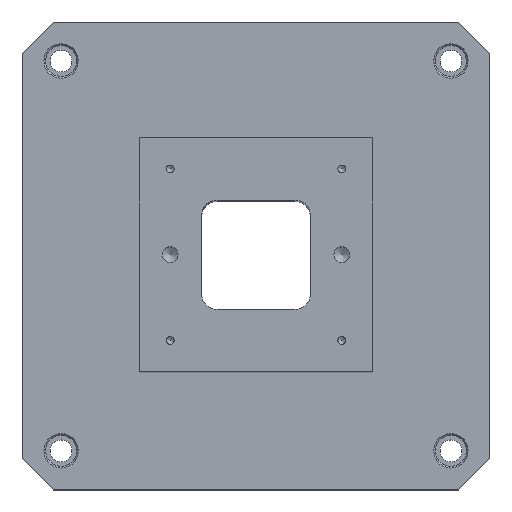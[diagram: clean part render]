
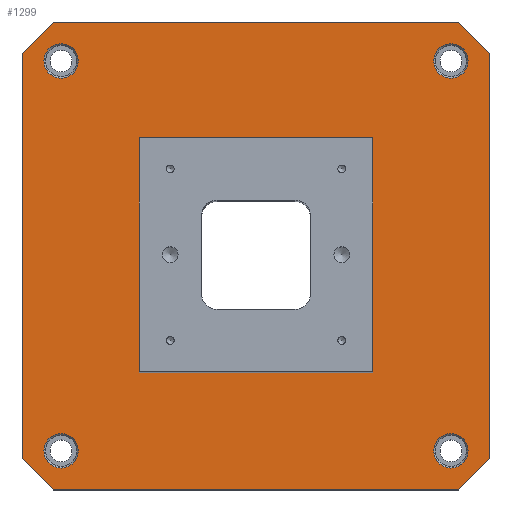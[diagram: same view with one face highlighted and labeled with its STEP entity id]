
A CAD part, top view. The second image highlights one B-rep face of the part: STEP entity #1299.
In plain terms, the highlighted planar face has unit normal (0, 0, 1).
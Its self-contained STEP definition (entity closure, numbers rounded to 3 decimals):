
#67=LINE('',#1762,#119);
#68=LINE('',#1765,#120);
#69=LINE('',#1767,#121);
#70=LINE('',#1769,#122);
#71=LINE('',#1771,#123);
#72=LINE('',#1773,#124);
#73=LINE('',#1775,#125);
#74=LINE('',#1777,#126);
#75=LINE('',#1778,#127);
#76=LINE('',#1781,#128);
#77=LINE('',#1783,#129);
#78=LINE('',#1785,#130);
#119=VECTOR('',#1488,1000.);
#120=VECTOR('',#1489,1000.);
#121=VECTOR('',#1490,1000.);
#122=VECTOR('',#1491,1000.);
#123=VECTOR('',#1492,1000.);
#124=VECTOR('',#1493,1000.);
#125=VECTOR('',#1494,1000.);
#126=VECTOR('',#1495,1000.);
#127=VECTOR('',#1496,1000.);
#128=VECTOR('',#1497,1000.);
#129=VECTOR('',#1498,1000.);
#130=VECTOR('',#1499,1000.);
#171=ORIENTED_EDGE('',*,*,#375,.T.);
#172=ORIENTED_EDGE('',*,*,#376,.T.);
#173=ORIENTED_EDGE('',*,*,#377,.T.);
#174=ORIENTED_EDGE('',*,*,#378,.T.);
#175=ORIENTED_EDGE('',*,*,#379,.T.);
#176=ORIENTED_EDGE('',*,*,#380,.T.);
#177=ORIENTED_EDGE('',*,*,#381,.T.);
#178=ORIENTED_EDGE('',*,*,#382,.T.);
#179=ORIENTED_EDGE('',*,*,#383,.T.);
#180=ORIENTED_EDGE('',*,*,#384,.T.);
#181=ORIENTED_EDGE('',*,*,#385,.T.);
#182=ORIENTED_EDGE('',*,*,#386,.T.);
#183=ORIENTED_EDGE('',*,*,#387,.T.);
#184=ORIENTED_EDGE('',*,*,#388,.T.);
#185=ORIENTED_EDGE('',*,*,#389,.T.);
#186=ORIENTED_EDGE('',*,*,#390,.T.);
#375=EDGE_CURVE('',#477,#477,#568,.F.);
#376=EDGE_CURVE('',#478,#478,#569,.F.);
#377=EDGE_CURVE('',#479,#479,#570,.F.);
#378=EDGE_CURVE('',#480,#480,#571,.F.);
#379=EDGE_CURVE('',#481,#482,#67,.T.);
#380=EDGE_CURVE('',#482,#483,#68,.F.);
#381=EDGE_CURVE('',#483,#484,#69,.T.);
#382=EDGE_CURVE('',#484,#485,#70,.F.);
#383=EDGE_CURVE('',#485,#486,#71,.T.);
#384=EDGE_CURVE('',#486,#487,#72,.F.);
#385=EDGE_CURVE('',#487,#488,#73,.T.);
#386=EDGE_CURVE('',#488,#481,#74,.F.);
#387=EDGE_CURVE('',#489,#490,#75,.T.);
#388=EDGE_CURVE('',#490,#491,#76,.T.);
#389=EDGE_CURVE('',#491,#492,#77,.T.);
#390=EDGE_CURVE('',#492,#489,#78,.T.);
#477=VERTEX_POINT('',#1755);
#478=VERTEX_POINT('',#1757);
#479=VERTEX_POINT('',#1759);
#480=VERTEX_POINT('',#1761);
#481=VERTEX_POINT('',#1763);
#482=VERTEX_POINT('',#1764);
#483=VERTEX_POINT('',#1766);
#484=VERTEX_POINT('',#1768);
#485=VERTEX_POINT('',#1770);
#486=VERTEX_POINT('',#1772);
#487=VERTEX_POINT('',#1774);
#488=VERTEX_POINT('',#1776);
#489=VERTEX_POINT('',#1779);
#490=VERTEX_POINT('',#1780);
#491=VERTEX_POINT('',#1782);
#492=VERTEX_POINT('',#1784);
#568=CIRCLE('',#1366,11.);
#569=CIRCLE('',#1367,11.);
#570=CIRCLE('',#1368,11.);
#571=CIRCLE('',#1369,11.);
#618=EDGE_LOOP('',(#171));
#619=EDGE_LOOP('',(#172));
#620=EDGE_LOOP('',(#173));
#621=EDGE_LOOP('',(#174));
#622=EDGE_LOOP('',(#175,#176,#177,#178,#179,#180,#181,#182));
#623=EDGE_LOOP('',(#183,#184,#185,#186));
#728=FACE_BOUND('',#618,.T.);
#729=FACE_BOUND('',#619,.T.);
#730=FACE_BOUND('',#620,.T.);
#731=FACE_BOUND('',#621,.T.);
#732=FACE_BOUND('',#622,.T.);
#733=FACE_BOUND('',#623,.T.);
#847=PLANE('',#1365);
#1299=ADVANCED_FACE('',(#728,#729,#730,#731,#732,#733),#847,.T.);
#1365=AXIS2_PLACEMENT_3D('',#1753,#1478,#1479);
#1366=AXIS2_PLACEMENT_3D('',#1754,#1480,#1481);
#1367=AXIS2_PLACEMENT_3D('',#1756,#1482,#1483);
#1368=AXIS2_PLACEMENT_3D('',#1758,#1484,#1485);
#1369=AXIS2_PLACEMENT_3D('',#1760,#1486,#1487);
#1478=DIRECTION('',(0.,0.,1.));
#1479=DIRECTION('',(1.,0.,0.));
#1480=DIRECTION('',(0.,0.,1.));
#1481=DIRECTION('',(1.,0.,0.));
#1482=DIRECTION('',(0.,0.,1.));
#1483=DIRECTION('',(1.,0.,0.));
#1484=DIRECTION('',(0.,0.,1.));
#1485=DIRECTION('',(1.,0.,0.));
#1486=DIRECTION('',(0.,0.,1.));
#1487=DIRECTION('',(1.,0.,0.));
#1488=DIRECTION('',(-1.,0.,0.));
#1489=DIRECTION('',(0.707,0.707,0.));
#1490=DIRECTION('',(0.,-1.,0.));
#1491=DIRECTION('',(-0.707,0.707,0.));
#1492=DIRECTION('',(1.,0.,0.));
#1493=DIRECTION('',(-0.707,-0.707,0.));
#1494=DIRECTION('',(0.,1.,0.));
#1495=DIRECTION('',(0.707,-0.707,0.));
#1496=DIRECTION('',(-1.,0.,0.));
#1497=DIRECTION('',(0.,1.,0.));
#1498=DIRECTION('',(1.,0.,0.));
#1499=DIRECTION('',(0.,-1.,0.));
#1753=CARTESIAN_POINT('',(-150.,-150.,50.));
#1754=CARTESIAN_POINT('',(-125.,125.,50.));
#1755=CARTESIAN_POINT('',(-114.,125.,50.));
#1756=CARTESIAN_POINT('',(125.,125.,50.));
#1757=CARTESIAN_POINT('',(136.,125.,50.));
#1758=CARTESIAN_POINT('',(125.,-125.,50.));
#1759=CARTESIAN_POINT('',(136.,-125.,50.));
#1760=CARTESIAN_POINT('',(-125.,-125.,50.));
#1761=CARTESIAN_POINT('',(-114.,-125.,50.));
#1762=CARTESIAN_POINT('',(150.,150.,50.));
#1763=CARTESIAN_POINT('',(130.,150.,50.));
#1764=CARTESIAN_POINT('',(-130.,150.,50.));
#1765=CARTESIAN_POINT('',(-290.,-10.,50.));
#1766=CARTESIAN_POINT('',(-150.,130.,50.));
#1767=CARTESIAN_POINT('',(-150.,150.,50.));
#1768=CARTESIAN_POINT('',(-150.,-130.,50.));
#1769=CARTESIAN_POINT('',(-140.,-140.,50.));
#1770=CARTESIAN_POINT('',(-130.,-150.,50.));
#1771=CARTESIAN_POINT('',(-150.,-150.,50.));
#1772=CARTESIAN_POINT('',(130.,-150.,50.));
#1773=CARTESIAN_POINT('',(-10.,-290.,50.));
#1774=CARTESIAN_POINT('',(150.,-130.,50.));
#1775=CARTESIAN_POINT('',(150.,-150.,50.));
#1776=CARTESIAN_POINT('',(150.,130.,50.));
#1777=CARTESIAN_POINT('',(140.,140.,50.));
#1778=CARTESIAN_POINT('',(-150.,-75.,50.));
#1779=CARTESIAN_POINT('',(75.,-75.,50.));
#1780=CARTESIAN_POINT('',(-75.,-75.,50.));
#1781=CARTESIAN_POINT('',(-75.,-150.,50.));
#1782=CARTESIAN_POINT('',(-75.,75.,50.));
#1783=CARTESIAN_POINT('',(-150.,75.,50.));
#1784=CARTESIAN_POINT('',(75.,75.,50.));
#1785=CARTESIAN_POINT('',(75.,-150.,50.));
